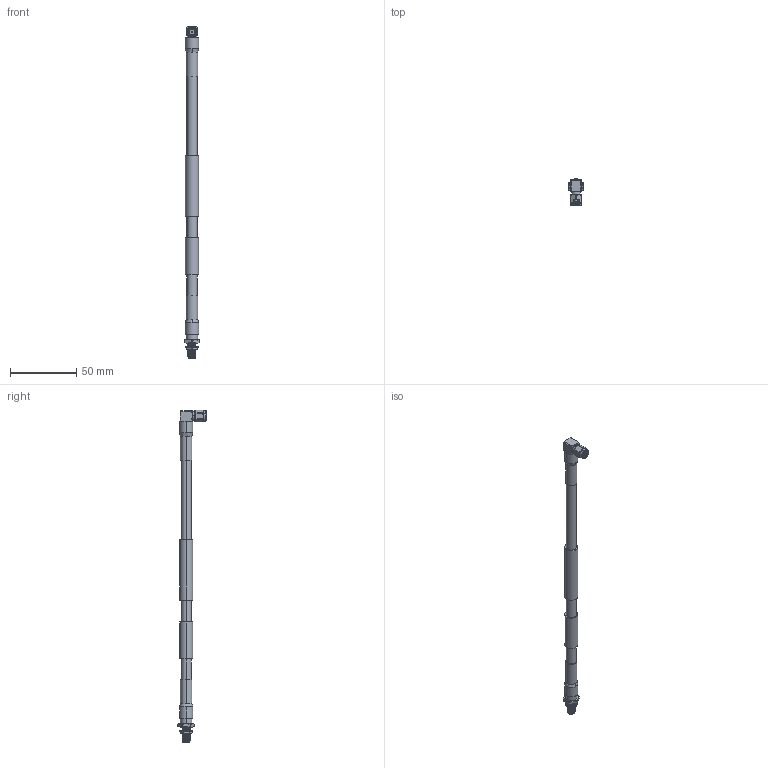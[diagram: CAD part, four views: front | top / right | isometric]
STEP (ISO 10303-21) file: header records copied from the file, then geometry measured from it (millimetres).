
FILE_DESCRIPTION (( 'STEP AP214' ), '1' );
FILE_NAME ('FMCA2280.step', '2021-02-09T19:12:12', ( '' ), ( '' ), 'SwSTEP 2.0', 'SolidWorks 2018', '' );
FILE_SCHEMA (( 'AUTOMOTIVE_DESIGN' ));
Length unit declared in the file: inch
Products named in the file (5): Heat Shrink^FMCA2280; FMCN1721^FMCA2280; FMCA2280; FMCN1719^FMCA2280; FM-1/4SFHC^FMCA2280
Assembly tree (5 placements, depth 2):
  FMCA2280
    FM-1/4SFHC^FMCA2280
    Heat Shrink^FMCA2280  x2
    FMCN1721^FMCA2280
    FMCN1719^FMCA2280
Bounding box: 11 x 21.25 x 250.75 mm (x, y, z)
Volume: 15719.4 mm3; surface area: 9043.5 mm2
Topology: 8 solids, 8 shells, 379 faces, 1006 edges, 664 vertices
Faces by surface type: cylinder 141, bspline 97, plane 79, cone 58, torus 4
Entity records: 31907 total; most frequent: CARTESIAN_POINT 23399, ORIENTED_EDGE 1976, DIRECTION 1429, EDGE_CURVE 988, VERTEX_POINT 652, AXIS2_PLACEMENT_3D 566, EDGE_LOOP 400, ADVANCED_FACE 371
